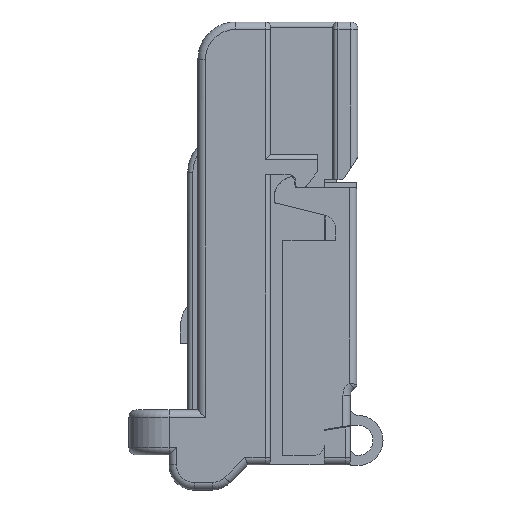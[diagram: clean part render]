
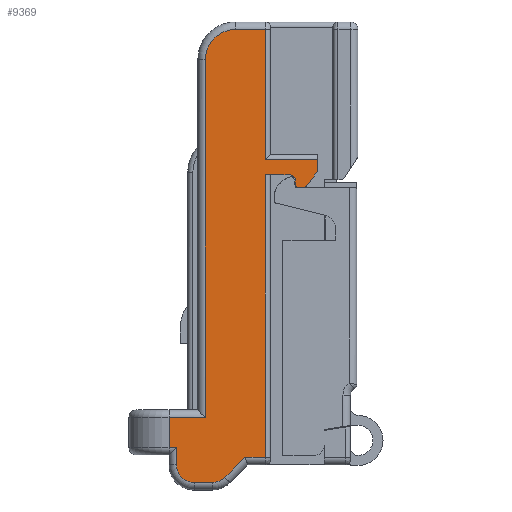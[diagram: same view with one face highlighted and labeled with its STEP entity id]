
A CAD part, left-side view. The second image highlights one B-rep face of the part: STEP entity #9369.
In plain terms, the highlighted planar face has unit normal (-1, 0, 0).
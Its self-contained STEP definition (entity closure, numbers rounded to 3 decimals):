
#936=DIRECTION('',(0.,0.,1.));
#937=VECTOR('',#936,0.15);
#938=CARTESIAN_POINT('',(-3.85,0.3,-6.5));
#939=LINE('',#938,#937);
#940=DIRECTION('',(0.,0.,1.));
#941=VECTOR('',#940,11.3);
#942=CARTESIAN_POINT('',(-3.85,1.5,-17.4));
#943=LINE('',#942,#941);
#944=DIRECTION('',(0.,-1.,0.));
#945=VECTOR('',#944,0.824);
#946=CARTESIAN_POINT('',(-3.85,2.324,-17.4));
#947=LINE('',#946,#945);
#948=DIRECTION('',(0.,-0.707,0.707));
#949=VECTOR('',#948,1.124);
#950=CARTESIAN_POINT('',(-3.85,3.119,-18.195));
#951=LINE('',#950,#949);
#952=CARTESIAN_POINT('',(-3.85,3.614,-17.7));
#953=DIRECTION('',(-1.,0.,0.));
#954=DIRECTION('',(0.,0.,-1.));
#955=AXIS2_PLACEMENT_3D('',#952,#953,#954);
#957=DIRECTION('',(0.,-1.,0.));
#958=VECTOR('',#957,0.736);
#959=CARTESIAN_POINT('',(-3.85,4.35,-18.4));
#960=LINE('',#959,#958);
#961=CARTESIAN_POINT('',(-3.85,4.35,-17.7));
#962=DIRECTION('',(-1.,0.,0.));
#963=DIRECTION('',(0.,1.,0.));
#964=AXIS2_PLACEMENT_3D('',#961,#962,#963);
#966=DIRECTION('',(0.,0.,-1.));
#967=VECTOR('',#966,0.7);
#968=CARTESIAN_POINT('',(-3.85,5.05,-17.));
#969=LINE('',#968,#967);
#970=DIRECTION('',(0.,-1.,0.));
#971=VECTOR('',#970,0.3);
#972=CARTESIAN_POINT('',(-3.85,5.35,-17.));
#973=LINE('',#972,#971);
#974=DIRECTION('',(0.,0.,1.));
#975=VECTOR('',#974,1.2);
#976=CARTESIAN_POINT('',(-3.85,5.35,-17.));
#977=LINE('',#976,#975);
#978=DIRECTION('',(0.,-1.,0.));
#979=VECTOR('',#978,1.45);
#980=CARTESIAN_POINT('',(-3.85,5.35,-15.8));
#981=LINE('',#980,#979);
#982=DIRECTION('',(0.,0.,-1.));
#983=VECTOR('',#982,14.3);
#984=CARTESIAN_POINT('',(-3.85,3.9,-1.5));
#985=LINE('',#984,#983);
#986=CARTESIAN_POINT('',(-3.85,2.7,-1.5));
#987=DIRECTION('',(-1.,0.,0.));
#988=DIRECTION('',(0.,0.,1.));
#989=AXIS2_PLACEMENT_3D('',#986,#987,#988);
#991=DIRECTION('',(0.,1.,0.));
#992=VECTOR('',#991,1.2);
#993=CARTESIAN_POINT('',(-3.85,1.5,-0.3));
#994=LINE('',#993,#992);
#995=DIRECTION('',(0.,0.,1.));
#996=VECTOR('',#995,5.2);
#997=CARTESIAN_POINT('',(-3.85,1.5,-5.5));
#998=LINE('',#997,#996);
#999=DIRECTION('',(0.,1.,0.));
#1000=VECTOR('',#999,2.1);
#1001=CARTESIAN_POINT('',(-3.85,-0.6,-5.5));
#1002=LINE('',#1001,#1000);
#1003=DIRECTION('',(0.,0.61,-0.793));
#1004=VECTOR('',#1003,0.771);
#1005=CARTESIAN_POINT('',(-3.85,-0.6,-5.95));
#1006=LINE('',#1005,#1004);
#1007=CARTESIAN_POINT('',(-3.85,-0.051,-6.5));
#1008=DIRECTION('',(-1.,0.,0.));
#1009=DIRECTION('',(0.,0.,-1.));
#1010=AXIS2_PLACEMENT_3D('',#1007,#1008,#1009);
#1012=DIRECTION('',(0.,1.,0.));
#1013=VECTOR('',#1012,0.251);
#1014=CARTESIAN_POINT('',(-3.85,-0.051,-6.6));
#1015=LINE('',#1014,#1013);
#1016=CARTESIAN_POINT('',(-3.85,0.2,-6.5));
#1017=DIRECTION('',(-1.,0.,0.));
#1018=DIRECTION('',(0.,1.,0.));
#1019=AXIS2_PLACEMENT_3D('',#1016,#1017,#1018);
#4562=CARTESIAN_POINT('',(-3.85,0.55,-6.35));
#4563=DIRECTION('',(1.,0.,0.));
#4564=DIRECTION('',(0.,0.,1.));
#4565=AXIS2_PLACEMENT_3D('',#4562,#4563,#4564);
#4571=DIRECTION('',(0.,-1.,0.));
#4572=VECTOR('',#4571,0.95);
#4573=CARTESIAN_POINT('',(-3.85,1.5,-6.1));
#4574=LINE('',#4573,#4572);
#5356=DIRECTION('',(0.,0.,1.));
#5357=VECTOR('',#5356,0.45);
#5358=CARTESIAN_POINT('',(-3.85,-0.6,-5.95));
#5359=LINE('',#5358,#5357);
#6438=CARTESIAN_POINT('',(-3.85,-0.6,-5.95));
#6440=VERTEX_POINT('',#6438);
#6458=CARTESIAN_POINT('',(-3.85,5.35,-15.8));
#6459=CARTESIAN_POINT('',(-3.85,3.9,-15.8));
#6460=VERTEX_POINT('',#6458);
#6461=VERTEX_POINT('',#6459);
#6534=CARTESIAN_POINT('',(-3.85,3.9,-1.5));
#6535=VERTEX_POINT('',#6534);
#6536=CARTESIAN_POINT('',(-3.85,2.7,-0.3));
#6538=VERTEX_POINT('',#6536);
#6572=CARTESIAN_POINT('',(-3.85,1.5,-5.5));
#6573=CARTESIAN_POINT('',(-3.85,1.5,-0.3));
#6574=VERTEX_POINT('',#6572);
#6575=VERTEX_POINT('',#6573);
#6660=CARTESIAN_POINT('',(-3.85,1.5,-17.4));
#6661=CARTESIAN_POINT('',(-3.85,1.5,-6.1));
#6662=VERTEX_POINT('',#6660);
#6663=VERTEX_POINT('',#6661);
#6674=CARTESIAN_POINT('',(-3.85,2.324,-17.4));
#6675=VERTEX_POINT('',#6674);
#6680=CARTESIAN_POINT('',(-3.85,-0.6,-5.5));
#6681=VERTEX_POINT('',#6680);
#7322=CARTESIAN_POINT('',(-3.85,-0.051,-6.6));
#7323=CARTESIAN_POINT('',(-3.85,-0.13,-6.561));
#7324=VERTEX_POINT('',#7322);
#7325=VERTEX_POINT('',#7323);
#7330=CARTESIAN_POINT('',(-3.85,0.3,-6.5));
#7331=CARTESIAN_POINT('',(-3.85,0.2,-6.6));
#7332=VERTEX_POINT('',#7330);
#7333=VERTEX_POINT('',#7331);
#7474=CARTESIAN_POINT('',(-3.85,0.55,-6.1));
#7475=VERTEX_POINT('',#7474);
#7476=CARTESIAN_POINT('',(-3.85,0.3,-6.35));
#7477=VERTEX_POINT('',#7476);
#7579=CARTESIAN_POINT('',(-3.85,5.35,-17.));
#7581=VERTEX_POINT('',#7579);
#7590=CARTESIAN_POINT('',(-3.85,3.119,-18.195));
#7591=VERTEX_POINT('',#7590);
#7592=CARTESIAN_POINT('',(-3.85,3.614,-18.4));
#7593=VERTEX_POINT('',#7592);
#7596=CARTESIAN_POINT('',(-3.85,4.35,-18.4));
#7597=VERTEX_POINT('',#7596);
#7600=CARTESIAN_POINT('',(-3.85,5.05,-17.7));
#7601=VERTEX_POINT('',#7600);
#7604=CARTESIAN_POINT('',(-3.85,5.05,-17.));
#7605=VERTEX_POINT('',#7604);
#9317=CARTESIAN_POINT('',(-3.85,2.2,0.));
#9318=DIRECTION('',(-1.,0.,0.));
#9319=DIRECTION('',(0.,-1.,0.));
#9320=AXIS2_PLACEMENT_3D('',#9317,#9318,#9319);
#9321=PLANE('',#9320);
#9323=ORIENTED_EDGE('',*,*,#9322,.T.);
#9325=ORIENTED_EDGE('',*,*,#9324,.F.);
#9327=ORIENTED_EDGE('',*,*,#9326,.F.);
#9329=ORIENTED_EDGE('',*,*,#9328,.F.);
#9331=ORIENTED_EDGE('',*,*,#9330,.F.);
#9333=ORIENTED_EDGE('',*,*,#9332,.F.);
#9335=ORIENTED_EDGE('',*,*,#9334,.F.);
#9337=ORIENTED_EDGE('',*,*,#9336,.F.);
#9339=ORIENTED_EDGE('',*,*,#9338,.F.);
#9341=ORIENTED_EDGE('',*,*,#9340,.F.);
#9343=ORIENTED_EDGE('',*,*,#9342,.F.);
#9345=ORIENTED_EDGE('',*,*,#9344,.T.);
#9347=ORIENTED_EDGE('',*,*,#9346,.T.);
#9349=ORIENTED_EDGE('',*,*,#9348,.F.);
#9351=ORIENTED_EDGE('',*,*,#9350,.F.);
#9353=ORIENTED_EDGE('',*,*,#9352,.F.);
#9354=ORIENTED_EDGE('',*,*,#9287,.F.);
#9356=ORIENTED_EDGE('',*,*,#9355,.F.);
#9358=ORIENTED_EDGE('',*,*,#9357,.F.);
#9360=ORIENTED_EDGE('',*,*,#9359,.T.);
#9362=ORIENTED_EDGE('',*,*,#9361,.F.);
#9364=ORIENTED_EDGE('',*,*,#9363,.T.);
#9366=ORIENTED_EDGE('',*,*,#9365,.F.);
#9367=EDGE_LOOP('',(#9323,#9325,#9327,#9329,#9331,#9333,#9335,#9337,#9339,#9341,
#9343,#9345,#9347,#9349,#9351,#9353,#9354,#9356,#9358,#9360,#9362,#9364,#9366));
#9368=FACE_OUTER_BOUND('',#9367,.F.);
#9369=ADVANCED_FACE('',(#9368),#9321,.T.);
#956=CIRCLE('',#955,0.7);
#965=CIRCLE('',#964,0.7);
#990=CIRCLE('',#989,1.2);
#1011=CIRCLE('',#1010,0.1);
#1020=CIRCLE('',#1019,0.1);
#4566=CIRCLE('',#4565,0.25);
#9287=EDGE_CURVE('',#6574,#6575,#998,.T.);
#9322=EDGE_CURVE('',#7332,#7477,#939,.T.);
#9324=EDGE_CURVE('',#7475,#7477,#4566,.T.);
#9326=EDGE_CURVE('',#6663,#7475,#4574,.T.);
#9328=EDGE_CURVE('',#6662,#6663,#943,.T.);
#9330=EDGE_CURVE('',#6675,#6662,#947,.T.);
#9332=EDGE_CURVE('',#7591,#6675,#951,.T.);
#9334=EDGE_CURVE('',#7593,#7591,#956,.T.);
#9336=EDGE_CURVE('',#7597,#7593,#960,.T.);
#9338=EDGE_CURVE('',#7601,#7597,#965,.T.);
#9340=EDGE_CURVE('',#7605,#7601,#969,.T.);
#9342=EDGE_CURVE('',#7581,#7605,#973,.T.);
#9344=EDGE_CURVE('',#7581,#6460,#977,.T.);
#9346=EDGE_CURVE('',#6460,#6461,#981,.T.);
#9348=EDGE_CURVE('',#6535,#6461,#985,.T.);
#9350=EDGE_CURVE('',#6538,#6535,#990,.T.);
#9352=EDGE_CURVE('',#6575,#6538,#994,.T.);
#9355=EDGE_CURVE('',#6681,#6574,#1002,.T.);
#9357=EDGE_CURVE('',#6440,#6681,#5359,.T.);
#9359=EDGE_CURVE('',#6440,#7325,#1006,.T.);
#9361=EDGE_CURVE('',#7324,#7325,#1011,.T.);
#9363=EDGE_CURVE('',#7324,#7333,#1015,.T.);
#9365=EDGE_CURVE('',#7332,#7333,#1020,.T.);
